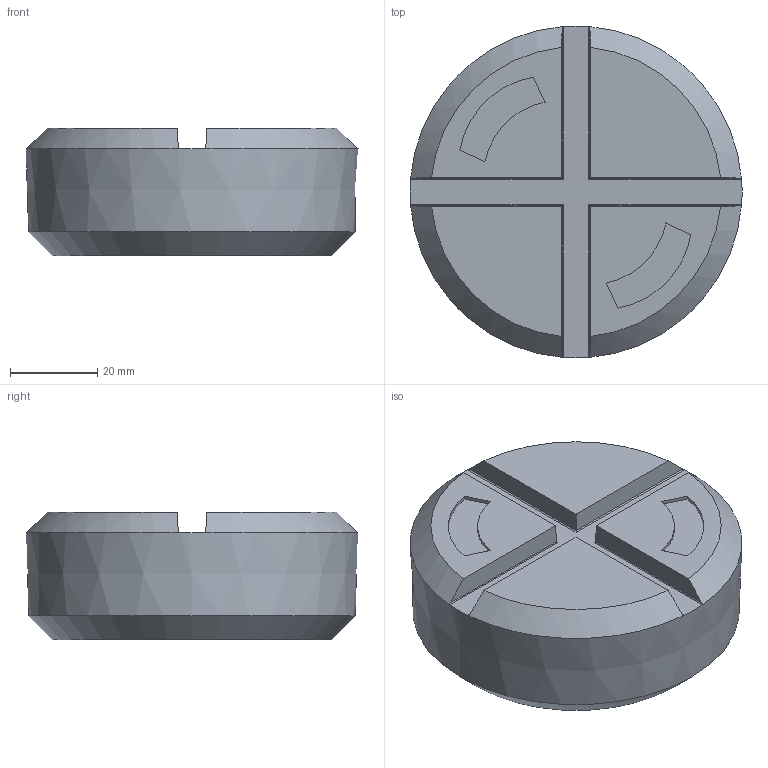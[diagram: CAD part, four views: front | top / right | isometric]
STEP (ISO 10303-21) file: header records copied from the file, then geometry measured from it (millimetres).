
FILE_DESCRIPTION(/* description */ ('PLUG AL CLOSE UP 2 1/2"'),/* implementation_level */ '2;1');
FILE_NAME(/* name */ 'KIL_CUP-7.stp',/* time_stamp */ '2021-02-15T15:34:04+05:00',/* author */ ('kr'),/* organization */ (''),/* preprocessor_version */ 'ST-DEVELOPER v18',/* originating_system */ 'Autodesk Inventor 2020',/* authorisation */ '');
FILE_SCHEMA (('AUTOMOTIVE_DESIGN { 1 0 10303 214 3 1 1 }'));
Length unit declared in the file: millimetre
Products named in the file (1): CUP-7
Bounding box: 76.19 x 76.17 x 29.37 mm (x, y, z)
Volume: 101419 mm3; surface area: 16757.7 mm2
Topology: 1 solids, 1 shells, 42 faces, 104 edges, 67 vertices
Faces by surface type: plane 21, cylinder 12, cone 7, torus 2
Entity records: 1400 total; most frequent: CARTESIAN_POINT 318, DIRECTION 215, ORIENTED_EDGE 208, EDGE_CURVE 104, AXIS2_PLACEMENT_3D 84, VERTEX_POINT 67, LINE 47, VECTOR 47
